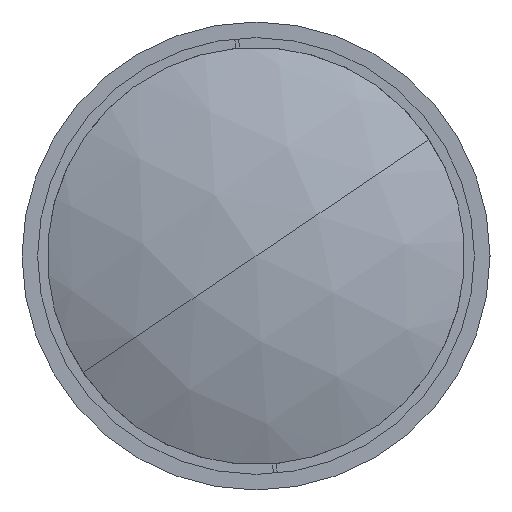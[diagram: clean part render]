
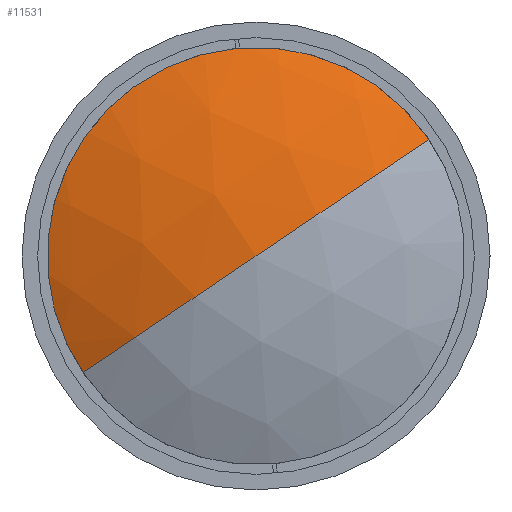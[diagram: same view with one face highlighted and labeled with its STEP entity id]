
A CAD part, left-side view. The second image highlights one B-rep face of the part: STEP entity #11531.
In plain terms, the highlighted spherical face has radius 133.05 mm.
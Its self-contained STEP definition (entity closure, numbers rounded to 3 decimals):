
#939 = CARTESIAN_POINT ( 'NONE',  ( 13.4, 0., 0. ) ) ;
#1039 = VERTEX_POINT ( 'NONE', #12604 ) ;
#1874 = DIRECTION ( 'NONE',  ( 0., 0.558, 0.83 ) ) ;
#1939 = AXIS2_PLACEMENT_3D ( 'NONE', #939, #16050, #14793 ) ;
#1959 = DIRECTION ( 'NONE',  ( 0., -0.558, -0.83 ) ) ;
#1995 = CARTESIAN_POINT ( 'NONE',  ( 134.55, 0., 0. ) ) ;
#2212 = EDGE_CURVE ( 'NONE', #1039, #14779, #5296, .T. ) ;
#3054 = CARTESIAN_POINT ( 'NONE',  ( 13.4, 45.636, -30.697 ) ) ;
#3358 = DIRECTION ( 'NONE',  ( 0., 0.558, 0.83 ) ) ;
#5296 = CIRCLE ( 'NONE', #1939, 55. ) ;
#5575 = AXIS2_PLACEMENT_3D ( 'NONE', #10914, #3358, #12195 ) ;
#6504 = ORIENTED_EDGE ( 'NONE', *, *, #8233, .T. ) ;
#7192 = AXIS2_PLACEMENT_3D ( 'NONE', #1995, #1874, #9625 ) ;
#8233 = EDGE_CURVE ( 'NONE', #14779, #10080, #14881, .T. ) ;
#8305 = ORIENTED_EDGE ( 'NONE', *, *, #2212, .T. ) ;
#8700 = AXIS2_PLACEMENT_3D ( 'NONE', #9524, #1959, #10789 ) ;
#9524 = CARTESIAN_POINT ( 'NONE',  ( 134.55, 0., 0. ) ) ;
#9584 = FACE_OUTER_BOUND ( 'NONE', #13199, .T. ) ;
#9625 = DIRECTION ( 'NONE',  ( 0., -0.83, 0.558 ) ) ;
#9817 = CIRCLE ( 'NONE', #8700, 133.05 ) ;
#10080 = VERTEX_POINT ( 'NONE', #14017 ) ;
#10789 = DIRECTION ( 'NONE',  ( 0., 0.83, -0.558 ) ) ;
#10914 = CARTESIAN_POINT ( 'NONE',  ( 134.55, 0., 0. ) ) ;
#11531 = ADVANCED_FACE ( 'NONE', ( #9584 ), #16261, .T. ) ;
#12195 = DIRECTION ( 'NONE',  ( 0., -0.83, 0.558 ) ) ;
#12604 = CARTESIAN_POINT ( 'NONE',  ( 13.4, -45.636, 30.697 ) ) ;
#13199 = EDGE_LOOP ( 'NONE', ( #8305, #6504, #15751 ) ) ;
#14017 = CARTESIAN_POINT ( 'NONE',  ( 1.5, 0., 0. ) ) ;
#14779 = VERTEX_POINT ( 'NONE', #3054 ) ;
#14793 = DIRECTION ( 'NONE',  ( 0., 0.558, 0.83 ) ) ;
#14881 = CIRCLE ( 'NONE', #5575, 133.05 ) ;
#15751 = ORIENTED_EDGE ( 'NONE', *, *, #16073, .F. ) ;
#16050 = DIRECTION ( 'NONE',  ( -1., 0., 0. ) ) ;
#16073 = EDGE_CURVE ( 'NONE', #1039, #10080, #9817, .T. ) ;
#16261 = SPHERICAL_SURFACE ( 'NONE', #7192, 133.05 ) ;
